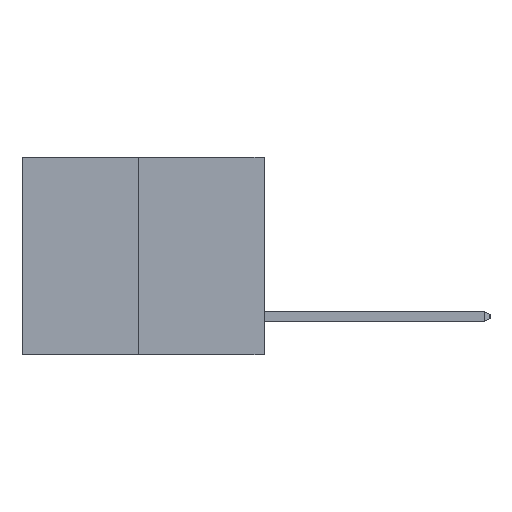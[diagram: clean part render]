
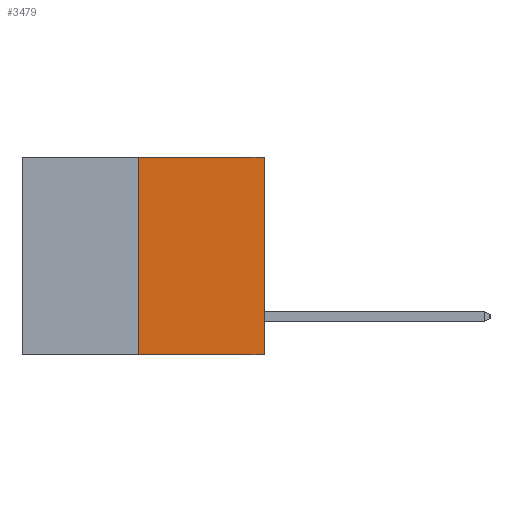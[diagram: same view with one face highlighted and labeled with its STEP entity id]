
A CAD part, left-side view. The second image highlights one B-rep face of the part: STEP entity #3479.
In plain terms, the highlighted planar face has unit normal (-1, 0, 0).
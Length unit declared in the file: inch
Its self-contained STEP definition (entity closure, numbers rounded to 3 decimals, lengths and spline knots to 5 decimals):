
#541 = VECTOR ( 'NONE', #9430, 39.37008 ) ;
#2239 = ORIENTED_EDGE ( 'NONE', *, *, #8052, .T. ) ;
#3479 = ADVANCED_FACE ( 'NONE', ( #7822 ), #9064, .F. ) ;
#3622 = DIRECTION ( 'NONE',  ( 0., 0., -1. ) ) ;
#3990 = VERTEX_POINT ( 'NONE', #5890 ) ;
#4266 = EDGE_CURVE ( 'NONE', #14227, #9226, #13877, .T. ) ;
#4966 = EDGE_CURVE ( 'NONE', #4980, #3990, #8985, .T. ) ;
#4980 = VERTEX_POINT ( 'NONE', #6330 ) ;
#5227 = ORIENTED_EDGE ( 'NONE', *, *, #4266, .F. ) ;
#5482 = CARTESIAN_POINT ( 'NONE',  ( 0., 0., 0. ) ) ;
#5660 = CARTESIAN_POINT ( 'NONE',  ( 0., 0.312, 0. ) ) ;
#5890 = CARTESIAN_POINT ( 'NONE',  ( 0., 0., -0.49 ) ) ;
#5939 = EDGE_CURVE ( 'NONE', #4980, #14227, #11575, .T. ) ;
#6116 = VECTOR ( 'NONE', #8820, 39.37008 ) ;
#6185 = DIRECTION ( 'NONE',  ( 0., -1., 0. ) ) ;
#6207 = VECTOR ( 'NONE', #6185, 39.37008 ) ;
#6330 = CARTESIAN_POINT ( 'NONE',  ( 0., 0.312, -0.49 ) ) ;
#6382 = DIRECTION ( 'NONE',  ( 0., 0., 1. ) ) ;
#6846 = ORIENTED_EDGE ( 'NONE', *, *, #5939, .F. ) ;
#7439 = CARTESIAN_POINT ( 'NONE',  ( 0., 0.6, -0.49 ) ) ;
#7822 = FACE_OUTER_BOUND ( 'NONE', #13087, .T. ) ;
#8052 = EDGE_CURVE ( 'NONE', #3990, #9226, #13764, .T. ) ;
#8447 = VECTOR ( 'NONE', #6382, 39.37008 ) ;
#8820 = DIRECTION ( 'NONE',  ( 0., 0., 1. ) ) ;
#8985 = LINE ( 'NONE', #7439, #6207 ) ;
#9064 = PLANE ( 'NONE',  #12193 ) ;
#9226 = VERTEX_POINT ( 'NONE', #5482 ) ;
#9430 = DIRECTION ( 'NONE',  ( 0., -1., 0. ) ) ;
#10476 = CARTESIAN_POINT ( 'NONE',  ( 0., 0.6, 0. ) ) ;
#11575 = LINE ( 'NONE', #14264, #8447 ) ;
#12107 = CARTESIAN_POINT ( 'NONE',  ( 0., 0., 0. ) ) ;
#12193 = AXIS2_PLACEMENT_3D ( 'NONE', #12385, #13637, #3622 ) ;
#12385 = CARTESIAN_POINT ( 'NONE',  ( 0., 0.6, 0. ) ) ;
#13087 = EDGE_LOOP ( 'NONE', ( #6846, #14084, #2239, #5227 ) ) ;
#13637 = DIRECTION ( 'NONE',  ( 1., 0., 0. ) ) ;
#13764 = LINE ( 'NONE', #12107, #6116 ) ;
#13877 = LINE ( 'NONE', #10476, #541 ) ;
#14084 = ORIENTED_EDGE ( 'NONE', *, *, #4966, .T. ) ;
#14227 = VERTEX_POINT ( 'NONE', #5660 ) ;
#14264 = CARTESIAN_POINT ( 'NONE',  ( 0., 0.312, -0.49 ) ) ;
